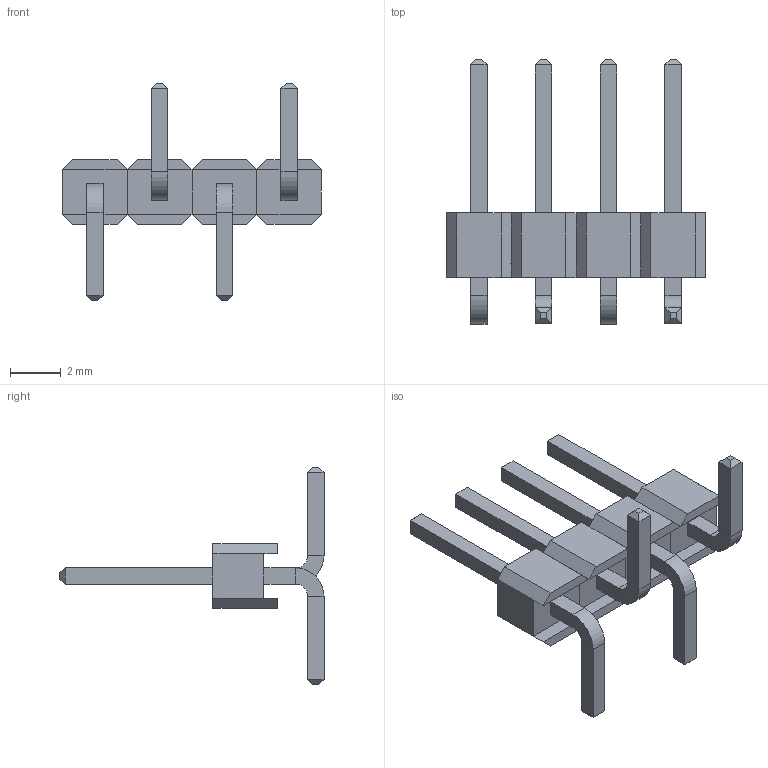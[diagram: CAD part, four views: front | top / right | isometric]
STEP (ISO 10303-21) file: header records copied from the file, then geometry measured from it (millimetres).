
FILE_DESCRIPTION (( 'STEP AP214' ), '1' );
FILE_NAME ('PLS-04SMD.STEP', '2019-07-03T10:26:19', ( '' ), ( '' ), 'SwSTEP 2.0', 'SolidWorks 2018', '' );
FILE_SCHEMA (( 'AUTOMOTIVE_DESIGN' ));
Length unit declared in the file: millimetre
Products named in the file (2): PLS_SMD; PLS-04SMD
Assembly tree (4 placements, depth 2):
  PLS-04SMD
    PLS_SMD  x4
Bounding box: 10.16 x 10.36 x 8.54 mm (x, y, z)
Volume: 72 mm3; surface area: 265.8 mm2
Topology: 4 solids, 4 shells, 160 faces, 352 edges, 208 vertices
Faces by surface type: plane 152, cylinder 8
Entity records: 1586 total; most frequent: CARTESIAN_POINT 187, DIRECTION 186, ORIENTED_EDGE 176, EDGE_CURVE 88, VECTOR 84, LINE 84, VERTEX_POINT 52, AXIS2_PLACEMENT_3D 51
